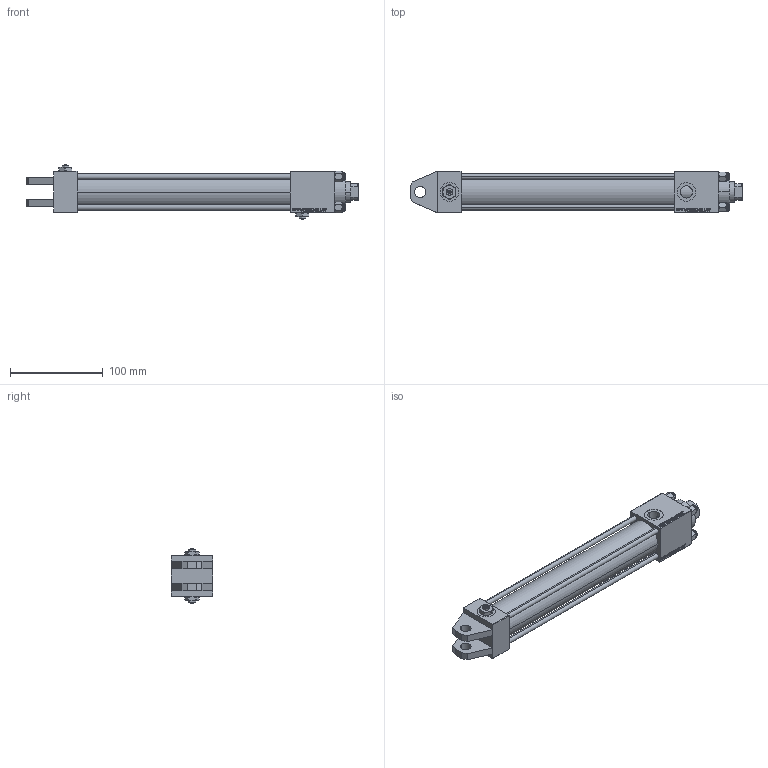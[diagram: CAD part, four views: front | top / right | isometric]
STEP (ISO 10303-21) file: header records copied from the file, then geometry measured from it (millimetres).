
FILE_DESCRIPTION (( 'STEP AP203' ), '1' );
FILE_NAME ('c2cc.STEP', '2023-08-23T16:21:37', ( '' ), ( '' ), 'SwSTEP 2.0', 'SolidWorks 2019', '' );
FILE_SCHEMA (( 'CONFIG_CONTROL_DESIGN' ));
Length unit declared in the file: millimetre
Products named in the file (7): c2cc; V215CR_VCP_H 0b75f540091af085e9a728ea5b002170; V215CR_H_Body 0b75f540091af085e9a728ea5b002170; V215CR_TYCINKA_H 0b75f540091af085e9a728ea5b002170; V215_VC_A 0b75f540091af085e9a728ea5b002170; Zatka_pro_OIL_PORT 0b75f540091af085e9a728ea5b002170; NUT_M5_H 0b75f540091af085e9a728ea5b002170
Assembly tree (13 placements, depth 2):
  c2cc
    V215CR_H_Body 0b75f540091af085e9a728ea5b002170
    V215CR_VCP_H 0b75f540091af085e9a728ea5b002170
    V215CR_TYCINKA_H 0b75f540091af085e9a728ea5b002170  x4
    NUT_M5_H 0b75f540091af085e9a728ea5b002170  x4
    V215_VC_A 0b75f540091af085e9a728ea5b002170
    Zatka_pro_OIL_PORT 0b75f540091af085e9a728ea5b002170  x2
Bounding box: 358 x 45 x 59 mm (x, y, z)
Volume: 371439.9 mm3; surface area: 145860.1 mm2
Topology: 13 solids, 13 shells, 1228 faces, 3070 edges, 1979 vertices
Faces by surface type: plane 564, bspline 392, cone 170, cylinder 94, torus 8
Entity records: 51711 total; most frequent: CARTESIAN_POINT 27616, ORIENTED_EDGE 5440, DIRECTION 3458, EDGE_CURVE 2720, VERTEX_POINT 1777, LINE 1620, VECTOR 1620, EDGE_LOOP 1195
